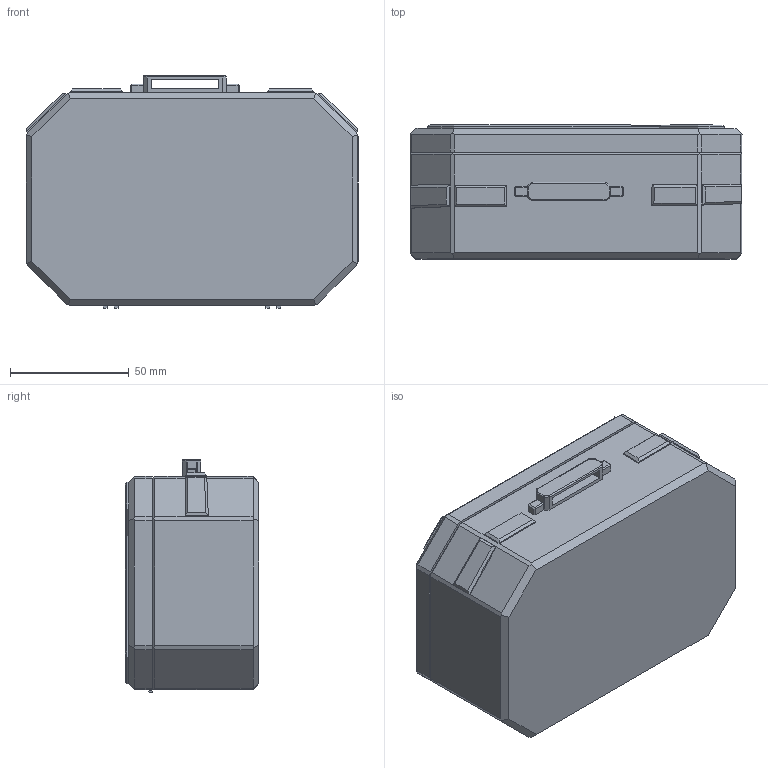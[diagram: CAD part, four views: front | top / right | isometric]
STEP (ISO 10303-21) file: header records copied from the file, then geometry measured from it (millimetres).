
FILE_DESCRIPTION(/* description */ (''),/* implementation_level */ '2;1');
FILE_NAME(/* name */ 'Advanced Parametric design (v11~recovered).step',/* time_stamp */ '2025-05-08T09:13:50+03:00',/* author */ (''),/* organization */ (''),/* preprocessor_version */ 'ST-DEVELOPER v20.1',/* originating_system */ 'Autodesk Translation Framework v14.4.0.0',/* authorisation */ '');
FILE_SCHEMA (('AUTOMOTIVE_DESIGN { 1 0 10303 214 3 1 1 }'));
Length unit declared in the file: millimetre
Products named in the file (3): Advanced Parametric design (v11~recovered); Component3; Component4
Assembly tree (2 placements, depth 2):
  Advanced Parametric design (v11~recovered)
    Component3
    Component4
Bounding box: 140 x 56.49 x 98 mm (x, y, z)
Volume: 215545.8 mm3; surface area: 88445.3 mm2
Topology: 2 solids, 2 shells, 265 faces, 680 edges, 414 vertices
Faces by surface type: plane 222, cylinder 31, cone 8, sphere 4
Full cylindrical faces by diameter (mm): 0.8 x4
Entity records: 7885 total; most frequent: CARTESIAN_POINT 1404, ORIENTED_EDGE 1346, DIRECTION 1265, EDGE_CURVE 673, LINE 613, VECTOR 613, VERTEX_POINT 414, AXIS2_PLACEMENT_3D 326
